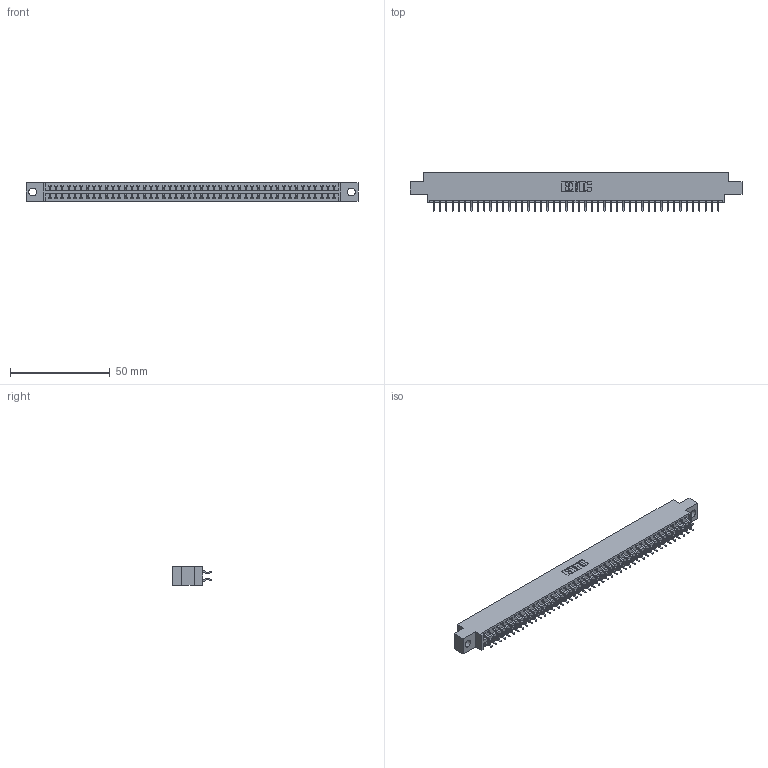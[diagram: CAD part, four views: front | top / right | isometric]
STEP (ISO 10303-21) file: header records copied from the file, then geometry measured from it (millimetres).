
FILE_DESCRIPTION (( 'STEP AP203' ), '1' );
FILE_NAME ('396-092-556-804.STEP', '2018-09-12T10:54:45', ( '' ), ( '' ), 'SwSTEP 2.0', 'SolidWorks 2016', '' );
FILE_SCHEMA (( 'CONFIG_CONTROL_DESIGN' ));
Length unit declared in the file: inch
Products named in the file (3): 346 Part_0.170 Offset - 0.156 Dia-TH; 345-292-001_556 Tail; 396-092-556-804
Assembly tree (93 placements, depth 2):
  396-092-556-804
    346 Part_0.170 Offset - 0.156 Dia-TH
    345-292-001_556 Tail  x92
Bounding box: 166.62 x 19.57 x 9.4 mm (x, y, z)
Volume: 16032.9 mm3; surface area: 22008.6 mm2
Topology: 93 solids, 93 shells, 5462 faces, 16257 edges, 10714 vertices
Faces by surface type: plane 3668, cylinder 1794
Entity records: 29837 total; most frequent: CARTESIAN_POINT 4928, ORIENTED_EDGE 4850, DIRECTION 4381, EDGE_CURVE 2425, LINE 2101, VECTOR 2101, VERTEX_POINT 1614, AXIS2_PLACEMENT_3D 1140
